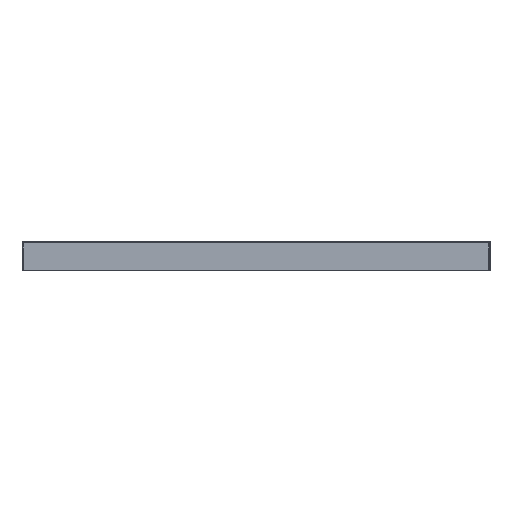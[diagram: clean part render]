
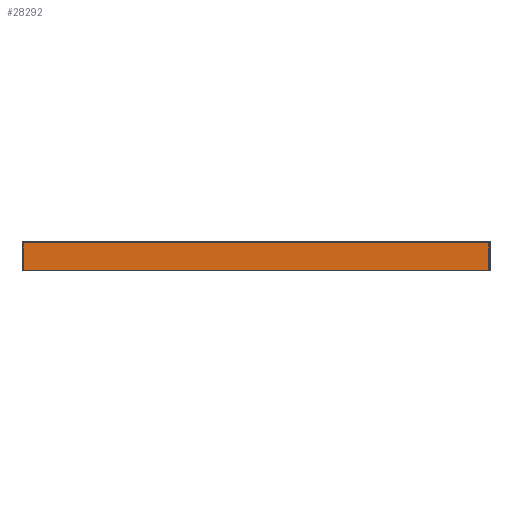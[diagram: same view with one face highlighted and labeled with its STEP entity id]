
A CAD part, left-side view. The second image highlights one B-rep face of the part: STEP entity #28292.
In plain terms, the highlighted planar face has unit normal (-1, 0, 0).
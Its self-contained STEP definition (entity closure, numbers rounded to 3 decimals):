
#1863 = ORIENTED_EDGE ( 'NONE', *, *, #27589, .F. ) ;
#4330 = DIRECTION ( 'NONE',  ( -1., 0., 0. ) ) ;
#4861 = VECTOR ( 'NONE', #63954, 1000. ) ;
#7615 = CARTESIAN_POINT ( 'NONE',  ( -25., -19.444, 0. ) ) ;
#8798 = ORIENTED_EDGE ( 'NONE', *, *, #24610, .F. ) ;
#9729 = LINE ( 'NONE', #17352, #4861 ) ;
#10119 = LINE ( 'NONE', #19202, #43499 ) ;
#13892 = CARTESIAN_POINT ( 'NONE',  ( -25., 221.056, 0. ) ) ;
#17352 = CARTESIAN_POINT ( 'NONE',  ( -25., 221.056, 0. ) ) ;
#19202 = CARTESIAN_POINT ( 'NONE',  ( -25., -19.444, 0. ) ) ;
#23009 = VERTEX_POINT ( 'NONE', #58835 ) ;
#24610 = EDGE_CURVE ( 'NONE', #46032, #59429, #59329, .T. ) ;
#27589 = EDGE_CURVE ( 'NONE', #23009, #40723, #10119, .T. ) ;
#28250 = DIRECTION ( 'NONE',  ( 0., -1., 0. ) ) ;
#28292 = ADVANCED_FACE ( 'NONE', ( #53966 ), #66392, .T. ) ;
#29504 = DIRECTION ( 'NONE',  ( 0., 0., 1. ) ) ;
#31651 = VECTOR ( 'NONE', #29504, 1000. ) ;
#36865 = EDGE_CURVE ( 'NONE', #59429, #23009, #60337, .T. ) ;
#40723 = VERTEX_POINT ( 'NONE', #7615 ) ;
#42195 = EDGE_LOOP ( 'NONE', ( #57126, #1863, #47870, #8798 ) ) ;
#43499 = VECTOR ( 'NONE', #61018, 1000. ) ;
#43997 = CARTESIAN_POINT ( 'NONE',  ( -25., 461.556, 30. ) ) ;
#44858 = VECTOR ( 'NONE', #28250, 1000. ) ;
#45695 = DIRECTION ( 'NONE',  ( 0., 0., 1. ) ) ;
#46032 = VERTEX_POINT ( 'NONE', #54880 ) ;
#47870 = ORIENTED_EDGE ( 'NONE', *, *, #36865, .F. ) ;
#49534 = EDGE_CURVE ( 'NONE', #46032, #40723, #9729, .T. ) ;
#50324 = AXIS2_PLACEMENT_3D ( 'NONE', #13892, #4330, #45695 ) ;
#53966 = FACE_OUTER_BOUND ( 'NONE', #42195, .T. ) ;
#54880 = CARTESIAN_POINT ( 'NONE',  ( -25., 461.556, 0. ) ) ;
#55237 = CARTESIAN_POINT ( 'NONE',  ( -25., 461.556, 0. ) ) ;
#57126 = ORIENTED_EDGE ( 'NONE', *, *, #49534, .T. ) ;
#58835 = CARTESIAN_POINT ( 'NONE',  ( -25., -19.444, 30. ) ) ;
#59329 = LINE ( 'NONE', #55237, #31651 ) ;
#59429 = VERTEX_POINT ( 'NONE', #43997 ) ;
#59440 = CARTESIAN_POINT ( 'NONE',  ( -25., 221.056, 30. ) ) ;
#60337 = LINE ( 'NONE', #59440, #44858 ) ;
#61018 = DIRECTION ( 'NONE',  ( 0., 0., -1. ) ) ;
#63954 = DIRECTION ( 'NONE',  ( 0., -1., 0. ) ) ;
#66392 = PLANE ( 'NONE',  #50324 ) ;
